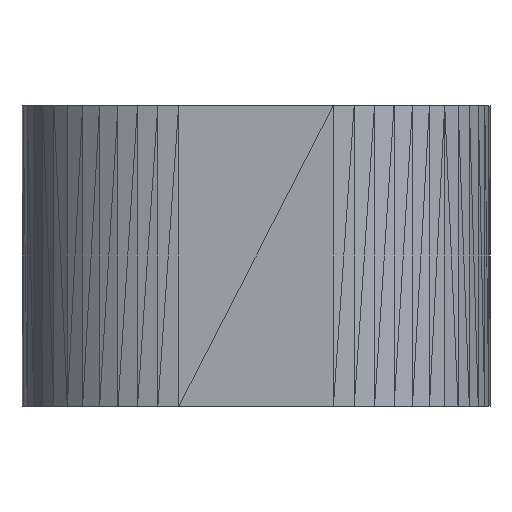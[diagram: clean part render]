
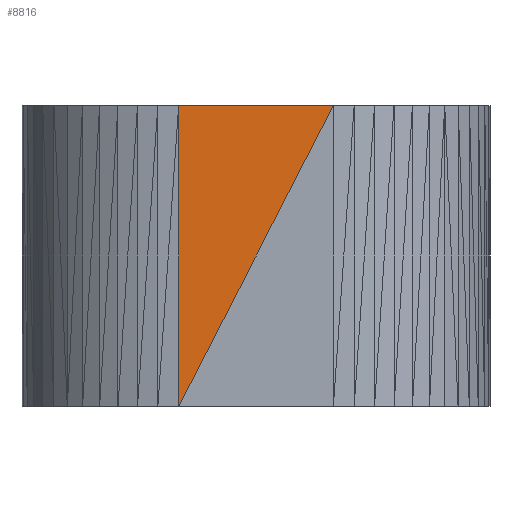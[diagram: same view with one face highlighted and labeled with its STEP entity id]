
A CAD part, front view. The second image highlights one B-rep face of the part: STEP entity #8816.
In plain terms, the highlighted planar face has unit normal (0, -1, 0).
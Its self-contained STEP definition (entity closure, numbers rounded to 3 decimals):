
#3097 = VERTEX_POINT('',#3098);
#3098 = CARTESIAN_POINT('',(-1.157,-3.495,4.5));
#3174 = PLANE('',#3175);
#3175 = AXIS2_PLACEMENT_3D('',#3176,#3177,#3178);
#3176 = CARTESIAN_POINT('',(-0.024,-2.829,4.5));
#3177 = DIRECTION('',(0.,0.,1.));
#3178 = DIRECTION('',(1.,0.,-0.));
#3328 = EDGE_CURVE('',#3097,#3329,#3331,.T.);
#3329 = VERTEX_POINT('',#3330);
#3330 = CARTESIAN_POINT('',(1.157,-3.495,4.5));
#3331 = SURFACE_CURVE('',#3332,(#3336,#3343),.PCURVE_S1.);
#3332 = LINE('',#3333,#3334);
#3333 = CARTESIAN_POINT('',(-1.157,-3.495,4.5));
#3334 = VECTOR('',#3335,1.);
#3335 = DIRECTION('',(1.,0.,0.));
#3336 = PCURVE('',#3174,#3337);
#3337 = DEFINITIONAL_REPRESENTATION('',(#3338),#3342);
#3338 = LINE('',#3339,#3340);
#3339 = CARTESIAN_POINT('',(-1.133,-0.666));
#3340 = VECTOR('',#3341,1.);
#3341 = DIRECTION('',(1.,0.));
#3342 = ( GEOMETRIC_REPRESENTATION_CONTEXT(2) 
PARAMETRIC_REPRESENTATION_CONTEXT() REPRESENTATION_CONTEXT('2D SPACE',''
  ) );
#3343 = PCURVE('',#3344,#3349);
#3344 = PLANE('',#3345);
#3345 = AXIS2_PLACEMENT_3D('',#3346,#3347,#3348);
#3346 = CARTESIAN_POINT('',(-0.438,-3.495,
    2.688));
#3347 = DIRECTION('',(-0.,-1.,-0.));
#3348 = DIRECTION('',(0.,0.,-1.));
#3349 = DEFINITIONAL_REPRESENTATION('',(#3350),#3354);
#3350 = LINE('',#3351,#3352);
#3351 = CARTESIAN_POINT('',(-1.812,-0.719));
#3352 = VECTOR('',#3353,1.);
#3353 = DIRECTION('',(0.,1.));
#3354 = ( GEOMETRIC_REPRESENTATION_CONTEXT(2) 
PARAMETRIC_REPRESENTATION_CONTEXT() REPRESENTATION_CONTEXT('2D SPACE',''
  ) );
#8530 = PLANE('',#8531);
#8531 = AXIS2_PLACEMENT_3D('',#8532,#8533,#8534);
#8532 = CARTESIAN_POINT('',(-1.238,-3.485,
    2.174));
#8533 = DIRECTION('',(-0.125,-0.992,
    0.));
#8534 = DIRECTION('',(-0.992,0.125,0.)
  );
#8574 = VERTEX_POINT('',#8575);
#8575 = CARTESIAN_POINT('',(-1.157,-3.495,0.));
#8601 = EDGE_CURVE('',#8574,#3097,#8602,.T.);
#8602 = SURFACE_CURVE('',#8603,(#8607,#8614),.PCURVE_S1.);
#8603 = LINE('',#8604,#8605);
#8604 = CARTESIAN_POINT('',(-1.157,-3.495,0.));
#8605 = VECTOR('',#8606,1.);
#8606 = DIRECTION('',(0.,0.,1.));
#8607 = PCURVE('',#8530,#8608);
#8608 = DEFINITIONAL_REPRESENTATION('',(#8609),#8613);
#8609 = LINE('',#8610,#8611);
#8610 = CARTESIAN_POINT('',(-0.081,2.174));
#8611 = VECTOR('',#8612,1.);
#8612 = DIRECTION('',(0.,-1.));
#8613 = ( GEOMETRIC_REPRESENTATION_CONTEXT(2) 
PARAMETRIC_REPRESENTATION_CONTEXT() REPRESENTATION_CONTEXT('2D SPACE',''
  ) );
#8614 = PCURVE('',#3344,#8615);
#8615 = DEFINITIONAL_REPRESENTATION('',(#8616),#8620);
#8616 = LINE('',#8617,#8618);
#8617 = CARTESIAN_POINT('',(2.688,-0.719));
#8618 = VECTOR('',#8619,1.);
#8619 = DIRECTION('',(-1.,0.));
#8620 = ( GEOMETRIC_REPRESENTATION_CONTEXT(2) 
PARAMETRIC_REPRESENTATION_CONTEXT() REPRESENTATION_CONTEXT('2D SPACE',''
  ) );
#8816 = ADVANCED_FACE('',(#8817),#3344,.T.);
#8817 = FACE_BOUND('',#8818,.T.);
#8818 = EDGE_LOOP('',(#8819,#8845,#8846));
#8819 = ORIENTED_EDGE('',*,*,#8820,.T.);
#8820 = EDGE_CURVE('',#8574,#3329,#8821,.T.);
#8821 = SURFACE_CURVE('',#8822,(#8826,#8833),.PCURVE_S1.);
#8822 = LINE('',#8823,#8824);
#8823 = CARTESIAN_POINT('',(-1.157,-3.495,0.));
#8824 = VECTOR('',#8825,1.);
#8825 = DIRECTION('',(0.457,0.,0.889));
#8826 = PCURVE('',#3344,#8827);
#8827 = DEFINITIONAL_REPRESENTATION('',(#8828),#8832);
#8828 = LINE('',#8829,#8830);
#8829 = CARTESIAN_POINT('',(2.688,-0.719));
#8830 = VECTOR('',#8831,1.);
#8831 = DIRECTION('',(-0.889,0.457));
#8832 = ( GEOMETRIC_REPRESENTATION_CONTEXT(2) 
PARAMETRIC_REPRESENTATION_CONTEXT() REPRESENTATION_CONTEXT('2D SPACE',''
  ) );
#8833 = PCURVE('',#8834,#8839);
#8834 = PLANE('',#8835);
#8835 = AXIS2_PLACEMENT_3D('',#8836,#8837,#8838);
#8836 = CARTESIAN_POINT('',(0.438,-3.495,
    1.812));
#8837 = DIRECTION('',(-0.,-1.,-0.));
#8838 = DIRECTION('',(0.,0.,-1.));
#8839 = DEFINITIONAL_REPRESENTATION('',(#8840),#8844);
#8840 = LINE('',#8841,#8842);
#8841 = CARTESIAN_POINT('',(1.812,-1.595));
#8842 = VECTOR('',#8843,1.);
#8843 = DIRECTION('',(-0.889,0.457));
#8844 = ( GEOMETRIC_REPRESENTATION_CONTEXT(2) 
PARAMETRIC_REPRESENTATION_CONTEXT() REPRESENTATION_CONTEXT('2D SPACE',''
  ) );
#8845 = ORIENTED_EDGE('',*,*,#3328,.F.);
#8846 = ORIENTED_EDGE('',*,*,#8601,.F.);
